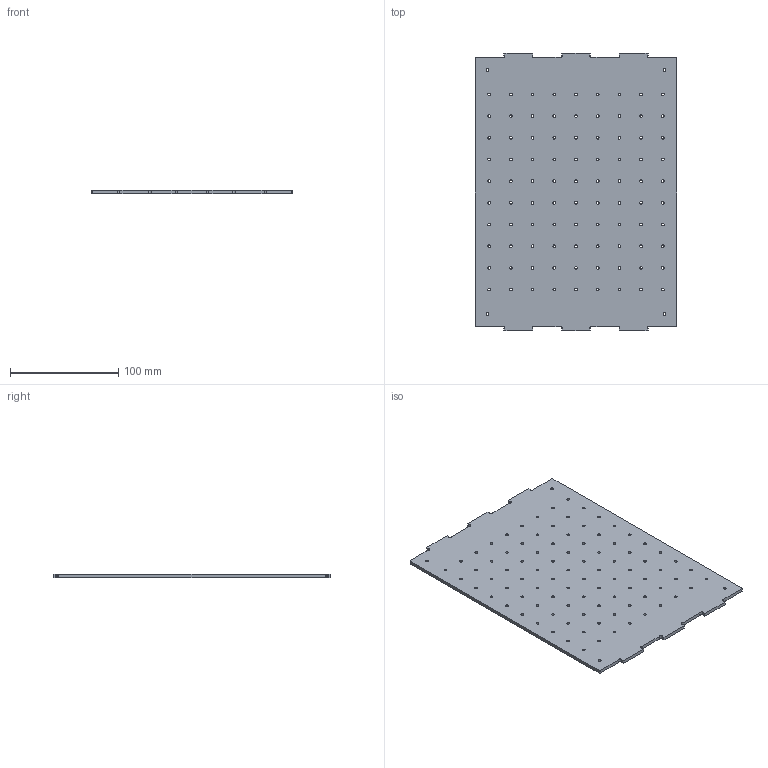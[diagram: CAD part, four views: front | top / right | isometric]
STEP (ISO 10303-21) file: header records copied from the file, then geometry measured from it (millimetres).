
FILE_DESCRIPTION (( 'STEP AP214' ), '1' );
FILE_NAME ('Áîêîâàÿ ñòåíêà.STEP', '2019-11-14T23:35:11', ( '' ), ( '' ), 'SwSTEP 2.0', 'SolidWorks 2018', '' );
FILE_SCHEMA (( 'AUTOMOTIVE_DESIGN' ));
Length unit declared in the file: millimetre
Products named in the file (1): Áîêîâàÿ ñòåíêà
Bounding box: 186 x 256 x 3.1 mm (x, y, z)
Volume: 143487.1 mm3; surface area: 97713.8 mm2
Topology: 1 solids, 1 shells, 240 faces, 714 edges, 476 vertices
Faces by surface type: cylinder 210, plane 30
Entity records: 10776 total; most frequent: DIRECTION 1616, CARTESIAN_POINT 1431, ORIENTED_EDGE 1428, EDGE_CURVE 714, AXIS2_PLACEMENT_3D 661, VERTEX_POINT 476, EDGE_LOOP 428, CIRCLE 420
